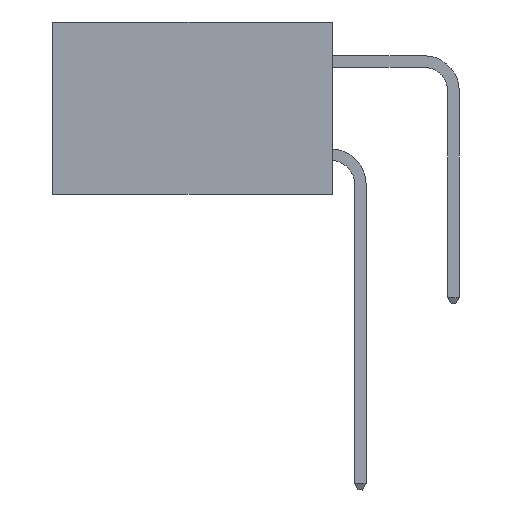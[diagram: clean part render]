
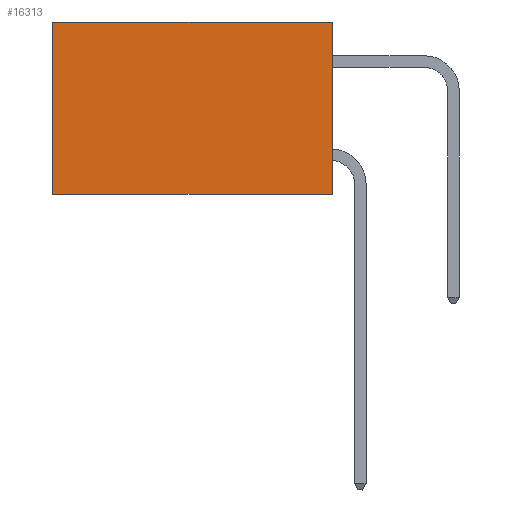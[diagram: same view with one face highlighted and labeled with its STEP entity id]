
A CAD part, left-side view. The second image highlights one B-rep face of the part: STEP entity #16313.
In plain terms, the highlighted planar face has unit normal (-1, 0, 0).
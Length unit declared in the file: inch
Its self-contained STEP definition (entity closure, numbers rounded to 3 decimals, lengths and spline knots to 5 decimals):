
#163 = CARTESIAN_POINT ( 'NONE',  ( 0.298, 0.6, 0. ) ) ;
#299 = VECTOR ( 'NONE', #13889, 39.37008 ) ;
#762 = CARTESIAN_POINT ( 'NONE',  ( 0.298, 0.6, 0. ) ) ;
#1461 = PLANE ( 'NONE',  #5587 ) ;
#1699 = DIRECTION ( 'NONE',  ( 0., 1., 0. ) ) ;
#1755 = EDGE_CURVE ( 'NONE', #4100, #22733, #16568, .T. ) ;
#2748 = ORIENTED_EDGE ( 'NONE', *, *, #14113, .T. ) ;
#3279 = LINE ( 'NONE', #18011, #24278 ) ;
#3510 = DIRECTION ( 'NONE',  ( 1., 0., 0. ) ) ;
#4100 = VERTEX_POINT ( 'NONE', #23263 ) ;
#4256 = DIRECTION ( 'NONE',  ( 0., 0., -1. ) ) ;
#4344 = ORIENTED_EDGE ( 'NONE', *, *, #25730, .F. ) ;
#5587 = AXIS2_PLACEMENT_3D ( 'NONE', #23814, #3510, #17776 ) ;
#5899 = LINE ( 'NONE', #163, #20855 ) ;
#6183 = EDGE_LOOP ( 'NONE', ( #2748, #11349, #4344, #21366 ) ) ;
#6930 = CARTESIAN_POINT ( 'NONE',  ( 0.298, 0.6, -0.37 ) ) ;
#7525 = CARTESIAN_POINT ( 'NONE',  ( 0.298, 0., 0. ) ) ;
#8944 = EDGE_CURVE ( 'NONE', #21435, #11030, #3279, .T. ) ;
#8948 = VECTOR ( 'NONE', #25818, 39.37008 ) ;
#11030 = VERTEX_POINT ( 'NONE', #6930 ) ;
#11349 = ORIENTED_EDGE ( 'NONE', *, *, #8944, .F. ) ;
#13889 = DIRECTION ( 'NONE',  ( 0., 1., 0. ) ) ;
#14113 = EDGE_CURVE ( 'NONE', #22733, #11030, #5899, .T. ) ;
#14976 = LINE ( 'NONE', #7525, #8948 ) ;
#15153 = CARTESIAN_POINT ( 'NONE',  ( 0.298, 0., 0. ) ) ;
#16313 = ADVANCED_FACE ( 'NONE', ( #20717 ), #1461, .F. ) ;
#16568 = LINE ( 'NONE', #15153, #299 ) ;
#17176 = CARTESIAN_POINT ( 'NONE',  ( 0.298, 0., -0.37 ) ) ;
#17776 = DIRECTION ( 'NONE',  ( 0., 0., -1. ) ) ;
#18011 = CARTESIAN_POINT ( 'NONE',  ( 0.298, 0., -0.37 ) ) ;
#20717 = FACE_OUTER_BOUND ( 'NONE', #6183, .T. ) ;
#20855 = VECTOR ( 'NONE', #4256, 39.37008 ) ;
#21366 = ORIENTED_EDGE ( 'NONE', *, *, #1755, .T. ) ;
#21435 = VERTEX_POINT ( 'NONE', #17176 ) ;
#22733 = VERTEX_POINT ( 'NONE', #762 ) ;
#23263 = CARTESIAN_POINT ( 'NONE',  ( 0.298, 0., 0. ) ) ;
#23814 = CARTESIAN_POINT ( 'NONE',  ( 0.298, 0., 0. ) ) ;
#24278 = VECTOR ( 'NONE', #1699, 39.37008 ) ;
#25730 = EDGE_CURVE ( 'NONE', #4100, #21435, #14976, .T. ) ;
#25818 = DIRECTION ( 'NONE',  ( 0., 0., -1. ) ) ;
